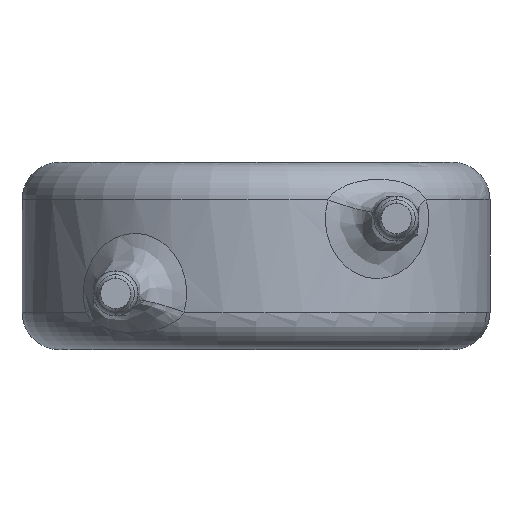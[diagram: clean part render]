
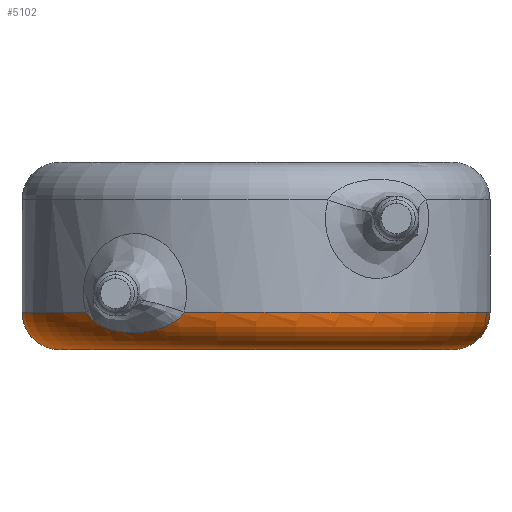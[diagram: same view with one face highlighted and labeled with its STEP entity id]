
A CAD part, front view. The second image highlights one B-rep face of the part: STEP entity #5102.
In plain terms, the highlighted toroidal (fillet/blend) face has major radius 5.25 mm and minor radius 1 mm.
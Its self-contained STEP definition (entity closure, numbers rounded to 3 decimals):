
#52 = CARTESIAN_POINT ( 'NONE',  ( -6.25, 0., 1. ) ) ;
#81 = AXIS2_PLACEMENT_3D ( 'NONE', #2294, #2931, #262 ) ;
#109 = CARTESIAN_POINT ( 'NONE',  ( -1.923, -5.947, 1. ) ) ;
#237 = CARTESIAN_POINT ( 'NONE',  ( -4.391, -4.424, 0.797 ) ) ;
#262 = DIRECTION ( 'NONE',  ( 1., 0., 0. ) ) ;
#341 = DIRECTION ( 'NONE',  ( 0., 0., -1. ) ) ;
#378 = DIRECTION ( 'NONE',  ( 0., 0., -1. ) ) ;
#607 = DIRECTION ( 'NONE',  ( 1., 0., 0. ) ) ;
#758 = FACE_OUTER_BOUND ( 'NONE', #6706, .T. ) ;
#807 = B_SPLINE_CURVE_WITH_KNOTS ( 'NONE', 3,
 ( #109, #1052, #5700, #2610, #4257, #5732, #6350, #1691, #3741, #2303, #5938, #5873, #6477, #237, #835, #4465 ),
 .UNSPECIFIED., .F., .F.,
 ( 4, 2, 2, 2, 2, 2, 2, 4 ),
 ( 0., 0., 0., 0.001, 0.002, 0.003, 0.003, 0.003 ),
 .UNSPECIFIED. ) ;
#835 = CARTESIAN_POINT ( 'NONE',  ( -4.48, -4.359, 0.89 ) ) ;
#955 = CIRCLE ( 'NONE', #6053, 5.25 ) ;
#1052 = CARTESIAN_POINT ( 'NONE',  ( -1.958, -5.936, 0.938 ) ) ;
#1127 = CARTESIAN_POINT ( 'NONE',  ( 0., 0., 1. ) ) ;
#1510 = CARTESIAN_POINT ( 'NONE',  ( 5.25, 0., 0. ) ) ;
#1660 = AXIS2_PLACEMENT_3D ( 'NONE', #4934, #1789, #378 ) ;
#1691 = CARTESIAN_POINT ( 'NONE',  ( -2.774, -5.456, 0.49 ) ) ;
#1735 = DIRECTION ( 'NONE',  ( -1., 0., 0. ) ) ;
#1789 = DIRECTION ( 'NONE',  ( 0., -1., 0. ) ) ;
#1804 = CARTESIAN_POINT ( 'NONE',  ( -5.25, 0., 0. ) ) ;
#1859 = CARTESIAN_POINT ( 'NONE',  ( 0., 0., 0. ) ) ;
#1934 = CIRCLE ( 'NONE', #5164, 6.25 ) ;
#1942 = CARTESIAN_POINT ( 'NONE',  ( -4.543, -4.292, 1. ) ) ;
#2180 = ORIENTED_EDGE ( 'NONE', *, *, #4900, .T. ) ;
#2294 = CARTESIAN_POINT ( 'NONE',  ( 0., 0., 1. ) ) ;
#2303 = CARTESIAN_POINT ( 'NONE',  ( -3.488, -4.991, 0.446 ) ) ;
#2457 = CARTESIAN_POINT ( 'NONE',  ( -5.25, 0., 1. ) ) ;
#2610 = CARTESIAN_POINT ( 'NONE',  ( -2.099, -5.866, 0.796 ) ) ;
#2673 = DIRECTION ( 'NONE',  ( 1., 0., 0. ) ) ;
#2718 = ORIENTED_EDGE ( 'NONE', *, *, #3687, .F. ) ;
#2931 = DIRECTION ( 'NONE',  ( 0., 0., 1. ) ) ;
#3113 = EDGE_CURVE ( 'NONE', #3739, #6348, #4417, .T. ) ;
#3183 = DIRECTION ( 'NONE',  ( 0., 0., 1. ) ) ;
#3366 = DIRECTION ( 'NONE',  ( 1., 0., 0. ) ) ;
#3455 = CIRCLE ( 'NONE', #6615, 6.25 ) ;
#3508 = ORIENTED_EDGE ( 'NONE', *, *, #3526, .F. ) ;
#3526 = EDGE_CURVE ( 'NONE', #3796, #6221, #1934, .T. ) ;
#3672 = DIRECTION ( 'NONE',  ( 0., 0., 1. ) ) ;
#3687 = EDGE_CURVE ( 'NONE', #4980, #3739, #955, .T. ) ;
#3739 = VERTEX_POINT ( 'NONE', #1804 ) ;
#3741 = CARTESIAN_POINT ( 'NONE',  ( -3.011, -5.299, 0.455 ) ) ;
#3796 = VERTEX_POINT ( 'NONE', #5424 ) ;
#3954 = ORIENTED_EDGE ( 'NONE', *, *, #3113, .F. ) ;
#4257 = CARTESIAN_POINT ( 'NONE',  ( -2.152, -5.837, 0.757 ) ) ;
#4417 = CIRCLE ( 'NONE', #4742, 1. ) ;
#4465 = CARTESIAN_POINT ( 'NONE',  ( -4.543, -4.292, 1. ) ) ;
#4650 = EDGE_CURVE ( 'NONE', #3796, #6530, #807, .T. ) ;
#4742 = AXIS2_PLACEMENT_3D ( 'NONE', #2457, #6458, #1735 ) ;
#4900 = EDGE_CURVE ( 'NONE', #4980, #6221, #6112, .T. ) ;
#4934 = CARTESIAN_POINT ( 'NONE',  ( 5.25, 0., 1. ) ) ;
#4980 = VERTEX_POINT ( 'NONE', #1510 ) ;
#5102 = ADVANCED_FACE ( 'NONE', ( #758 ), #5854, .T. ) ;
#5164 = AXIS2_PLACEMENT_3D ( 'NONE', #5174, #3672, #2673 ) ;
#5174 = CARTESIAN_POINT ( 'NONE',  ( 0., 0., 1. ) ) ;
#5306 = EDGE_CURVE ( 'NONE', #6348, #6530, #3455, .T. ) ;
#5424 = CARTESIAN_POINT ( 'NONE',  ( -1.923, -5.947, 1. ) ) ;
#5610 = ORIENTED_EDGE ( 'NONE', *, *, #4650, .T. ) ;
#5700 = CARTESIAN_POINT ( 'NONE',  ( -2.002, -5.915, 0.887 ) ) ;
#5732 = CARTESIAN_POINT ( 'NONE',  ( -2.314, -5.744, 0.655 ) ) ;
#5735 = ORIENTED_EDGE ( 'NONE', *, *, #5306, .F. ) ;
#5854 = TOROIDAL_SURFACE ( 'NONE', #81, 5.25, 1. ) ;
#5857 = CARTESIAN_POINT ( 'NONE',  ( 6.25, 0., 1. ) ) ;
#5873 = CARTESIAN_POINT ( 'NONE',  ( -4.077, -4.627, 0.595 ) ) ;
#5938 = CARTESIAN_POINT ( 'NONE',  ( -3.731, -4.839, 0.473 ) ) ;
#6053 = AXIS2_PLACEMENT_3D ( 'NONE', #1859, #341, #3366 ) ;
#6112 = CIRCLE ( 'NONE', #1660, 1. ) ;
#6221 = VERTEX_POINT ( 'NONE', #5857 ) ;
#6348 = VERTEX_POINT ( 'NONE', #52 ) ;
#6350 = CARTESIAN_POINT ( 'NONE',  ( -2.428, -5.673, 0.605 ) ) ;
#6458 = DIRECTION ( 'NONE',  ( 0., 1., 0. ) ) ;
#6477 = CARTESIAN_POINT ( 'NONE',  ( -4.19, -4.558, 0.65 ) ) ;
#6530 = VERTEX_POINT ( 'NONE', #1942 ) ;
#6615 = AXIS2_PLACEMENT_3D ( 'NONE', #1127, #3183, #607 ) ;
#6706 = EDGE_LOOP ( 'NONE', ( #3954, #2718, #2180, #3508, #5610, #5735 ) ) ;
